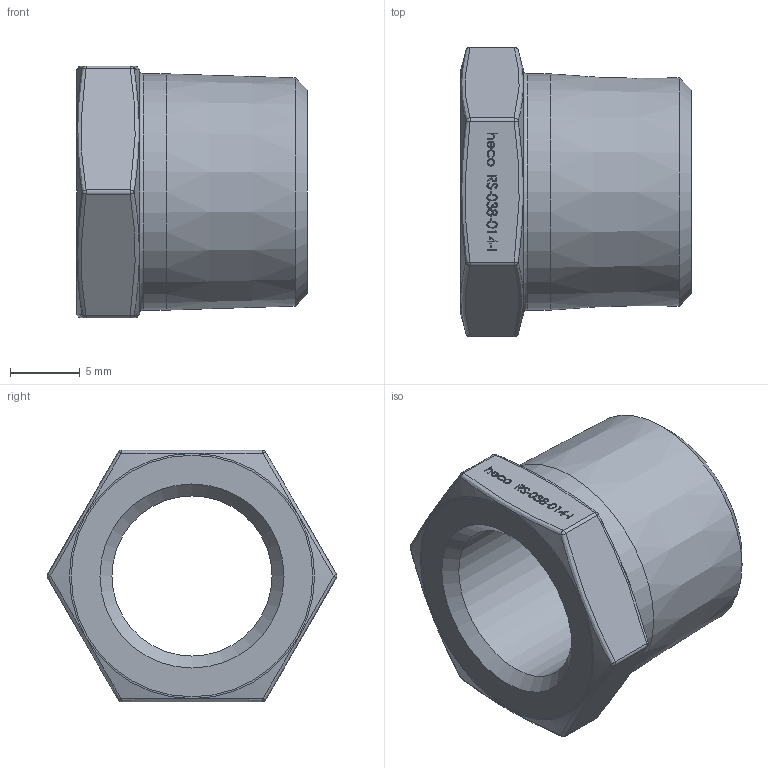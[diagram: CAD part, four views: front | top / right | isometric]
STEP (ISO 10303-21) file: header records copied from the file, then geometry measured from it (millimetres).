
FILE_DESCRIPTION (( 'STEP AP214' ), '1' );
FILE_NAME ('RS-038-014-I 2401.STEP', '2024-01-03T11:55:59', ( '' ), ( '' ), 'SwSTEP 2.0', 'SolidWorks 2019', '' );
FILE_SCHEMA (( 'AUTOMOTIVE_DESIGN' ));
Length unit declared in the file: millimetre
Products named in the file (1): RS-038-014-I 2401
Bounding box: 16.5 x 20.69 x 18 mm (x, y, z)
Volume: 1884.7 mm3; surface area: 1767.5 mm2
Topology: 1 solids, 1 shells, 244 faces, 612 edges, 394 vertices
Faces by surface type: bspline 116, plane 96, sphere 12, cylinder 9, cone 6, torus 5
Full cylindrical faces by diameter (mm): 11.445 x1, 13.557 x1, 16.893 x1
Entity records: 15215 total; most frequent: CARTESIAN_POINT 8191, ORIENTED_EDGE 1182, DIRECTION 668, EDGE_CURVE 591, VERTEX_POINT 387, LINE 308, VECTOR 308, EDGE_LOOP 284
